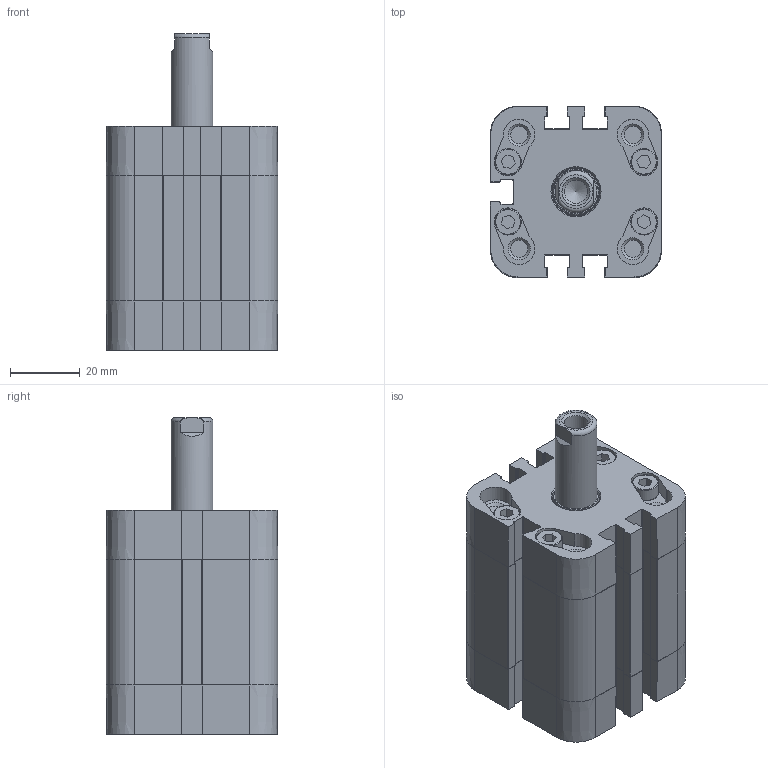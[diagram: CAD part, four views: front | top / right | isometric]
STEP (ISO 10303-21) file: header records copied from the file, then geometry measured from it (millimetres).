
FILE_DESCRIPTION(/* description */ (''),/* implementation_level */ '2;1');
FILE_NAME(/* name */ 'C-D-32-1000-R.stp',/* time_stamp */ '2016-02-04T13:14:53+01:00',/* author */ (''),/* organization */ (''),/* preprocessor_version */ 'ST-DEVELOPER v15.2',/* originating_system */ 'Autodesk Translator Framework v2.0.0.5431',/* authorisation */ '');
FILE_SCHEMA (('AUTOMOTIVE_DESIGN { 1 0 10303 214 3 1 1 }'));
Products named in the file (1): (Unsaved)
Bounding box: 49 x 49 x 90.5 mm (x, y, z)
Volume: 103686.3 mm3; surface area: 39526.4 mm2
Topology: 4 solids, 12 shells, 1523 faces, 4109 edges, 2693 vertices
Faces by surface type: bspline 755, plane 510, cylinder 177, torus 46, cone 35
Full cylindrical faces by diameter (mm): 2.5 x2, 4.917 x1, 5.2 x8, 6.647 x1, 7.5 x8, 8.566 x2, 9 x1, 12 x1, 12.54 x1, 13.7 x1, 14 x1, 16.32 x1, 16.5 x1, 32 x1
Entity records: 55248 total; most frequent: CARTESIAN_POINT 22272, ORIENTED_EDGE 8064, DIRECTION 4455, EDGE_CURVE 4012, VERTEX_POINT 2675, LINE 2039, VECTOR 2039, EDGE_LOOP 1705
